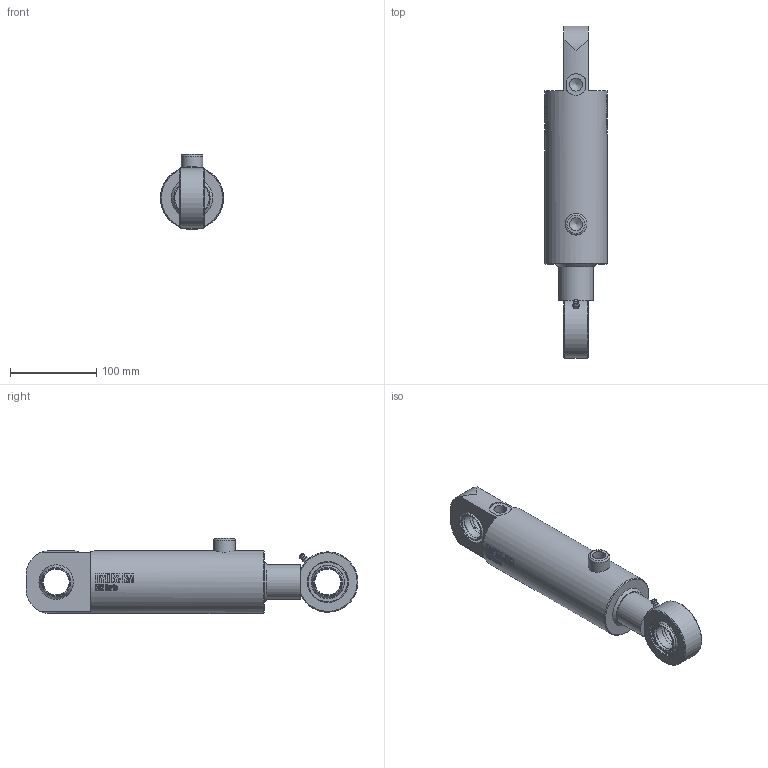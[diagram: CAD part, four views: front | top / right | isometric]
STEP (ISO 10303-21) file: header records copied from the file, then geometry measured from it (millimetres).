
FILE_DESCRIPTION((''),'2;1');
FILE_NAME('KS2DVL63_40.stp','2012-02-27T08:15:58',('tribel'),(''),'Autodesk Inventor 2011','Autodesk Inventor 2011','');
FILE_SCHEMA(('AUTOMOTIVE_DESIGN { 1 0 10303 214 1 1 1 1 }'));
Length unit declared in the file: millimetre
Products named in the file (6): KS2DVL63_40; KS2DVL63_40_Parameters; KS2DVL63_40_stang; KS2DVL63_40_body.; KS30eye.Komplett; Part14
Assembly tree (5 placements, depth 2):
  KS2DVL63_40
    KS2DVL63_40_Parameters
    KS2DVL63_40_stang
    KS2DVL63_40_body.
    KS30eye.Komplett
    Part14
Bounding box: 73 x 385 x 87 mm (x, y, z)
Volume: 903271.3 mm3; surface area: 173250.7 mm2
Topology: 4 solids, 5 shells, 609 faces, 1596 edges, 1048 vertices
Faces by surface type: plane 293, bspline 171, cylinder 87, cone 27, torus 25, sphere 6
Full cylindrical faces by diameter (mm): 2.5 x6, 3 x1, 4 x1, 5 x1, 14.95 x2, 25 x1, 30 x4, 30.5 x4, 34 x4, 40 x3, 46.342 x1, 47 x4, 49.5 x2, 63 x2, 73 x1
Entity records: 40805 total; most frequent: CARTESIAN_POINT 27505, ORIENTED_EDGE 2952, DIRECTION 2028, EDGE_CURVE 1478, VERTEX_POINT 1016, EDGE_LOOP 767, AXIS2_PLACEMENT_3D 730, FACE_OUTER_BOUND 609
